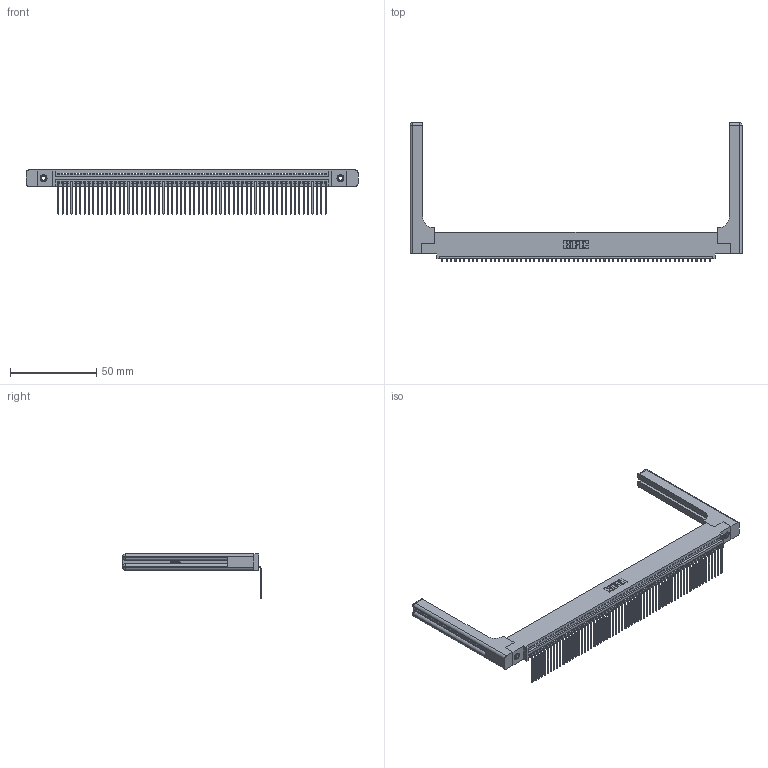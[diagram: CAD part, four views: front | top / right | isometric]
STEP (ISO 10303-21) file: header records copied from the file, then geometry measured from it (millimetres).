
FILE_DESCRIPTION (( 'STEP AP203' ), '1' );
FILE_NAME ('345-062-559-458.STEP', '2019-10-11T07:59:56', ( '' ), ( '' ), 'SwSTEP 2.0', 'SolidWorks 2016', '' );
FILE_SCHEMA (( 'CONFIG_CONTROL_DESIGN' ));
Length unit declared in the file: inch
Products named in the file (5): 345-292-001_558 559 Tail - 1; 345 Part_0.110 Offset - 0.156 Dia-TH; 345-062-559-458; 345-250-001_345-250-001-102; 345-220-058_345-220-058
Assembly tree (67 placements, depth 2):
  345-062-559-458
    345 Part_0.110 Offset - 0.156 Dia-TH
    345-292-001_558 559 Tail - 1  x62
    345-250-001_345-250-001-102  x2
    345-220-058_345-220-058  x2
Bounding box: 192.51 x 80.51 x 25.53 mm (x, y, z)
Volume: 27086.5 mm3; surface area: 31566.2 mm2
Topology: 67 solids, 67 shells, 4106 faces, 12303 edges, 8098 vertices
Faces by surface type: plane 2836, cylinder 1210, bspline 36, cone 12, sphere 8, torus 4
Entity records: 49368 total; most frequent: CARTESIAN_POINT 9523, ORIENTED_EDGE 8316, DIRECTION 7234, EDGE_CURVE 4158, VECTOR 3686, LINE 3686, VERTEX_POINT 2762, AXIS2_PLACEMENT_3D 1774
